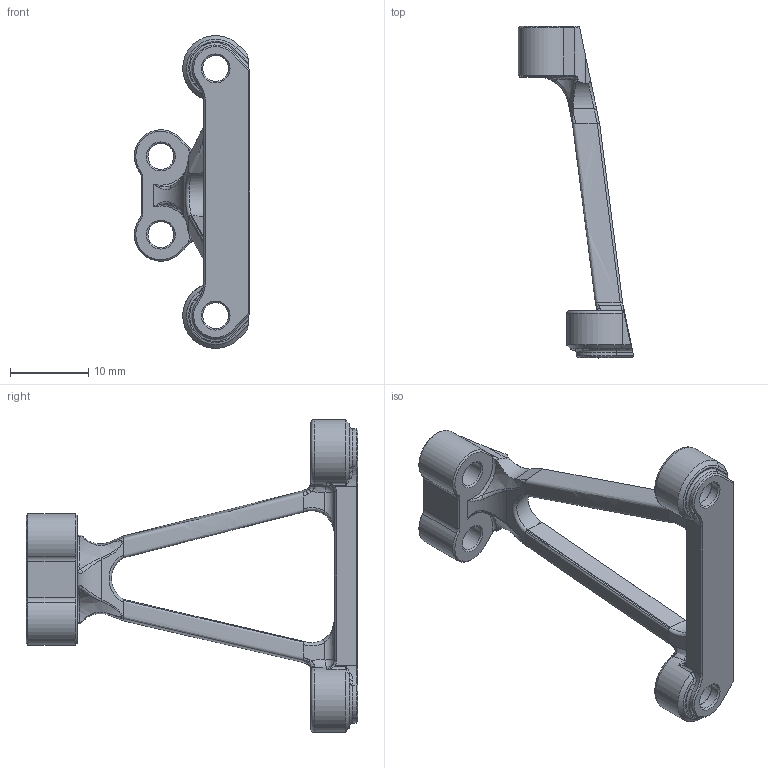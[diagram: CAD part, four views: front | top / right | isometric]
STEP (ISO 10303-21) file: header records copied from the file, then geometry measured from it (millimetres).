
FILE_DESCRIPTION(/* description */ (''),/* implementation_level */ '2;1');
FILE_NAME(/* name */ 'Brace for Probe Mount Long^K3 Sherpa Mini Toolhead(Default).step',/* time_stamp */ '2024-08-13T11:10:51+03:00',/* author */ (''),/* organization */ (''),/* preprocessor_version */ 'ST-DEVELOPER v20',/* originating_system */ 'Autodesk Translation Framework v13.14.0.145',/* authorisation */ '');
FILE_SCHEMA (('AUTOMOTIVE_DESIGN { 1 0 10303 214 3 1 1 }'));
Length unit declared in the file: millimetre
Products named in the file (1): (Unsaved)
Bounding box: 14.77 x 42.4 x 39.99 mm (x, y, z)
Volume: 2144.7 mm3; surface area: 2293.8 mm2
Topology: 1 solids, 1 shells, 198 faces, 488 edges, 284 vertices
Faces by surface type: plane 59, bspline 50, cylinder 41, cone 33, torus 13, sphere 2
Full cylindrical faces by diameter (mm): 3.3 x4, 4.8 x2
Entity records: 10096 total; most frequent: CARTESIAN_POINT 5680, ORIENTED_EDGE 960, DIRECTION 848, EDGE_CURVE 480, AXIS2_PLACEMENT_3D 316, VERTEX_POINT 284, LINE 216, VECTOR 216
